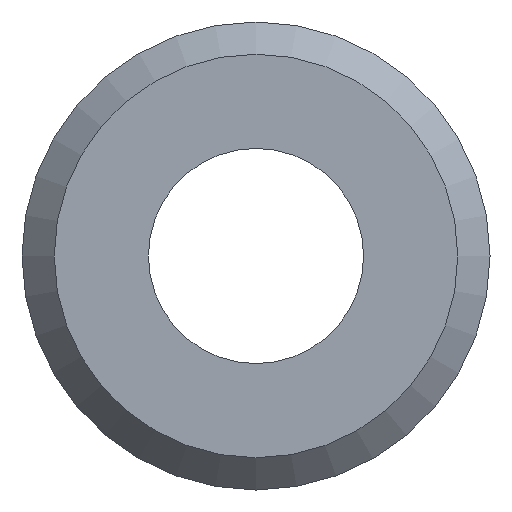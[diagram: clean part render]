
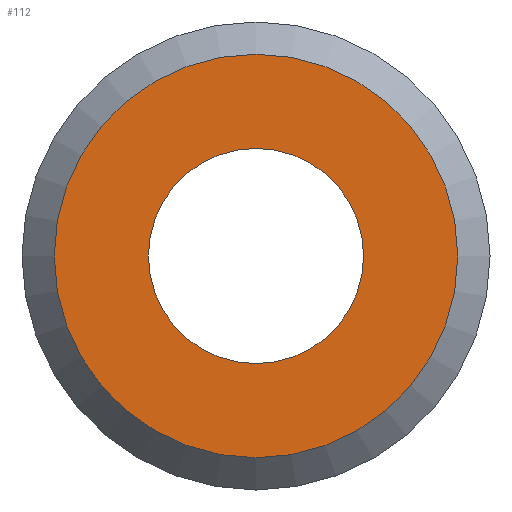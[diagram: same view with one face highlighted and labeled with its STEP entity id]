
A CAD part, front view. The second image highlights one B-rep face of the part: STEP entity #112.
In plain terms, the highlighted planar face has unit normal (0, -1, 0).
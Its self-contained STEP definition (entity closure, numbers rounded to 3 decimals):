
#15=FACE_BOUND('',#35,.T.);
#18=PLANE('',#137);
#26=FACE_OUTER_BOUND('',#34,.T.);
#34=EDGE_LOOP('',(#90));
#35=EDGE_LOOP('',(#91));
#53=CIRCLE('',#133,1.875);
#56=CIRCLE('',#138,1.);
#61=VERTEX_POINT('',#189);
#64=VERTEX_POINT('',#199);
#69=EDGE_CURVE('',#61,#61,#53,.T.);
#74=EDGE_CURVE('',#64,#64,#56,.T.);
#90=ORIENTED_EDGE('',*,*,#69,.F.);
#91=ORIENTED_EDGE('',*,*,#74,.T.);
#112=ADVANCED_FACE('',(#26,#15),#18,.F.);
#133=AXIS2_PLACEMENT_3D('',#190,#152,#153);
#137=AXIS2_PLACEMENT_3D('',#198,#162,#163);
#138=AXIS2_PLACEMENT_3D('',#200,#164,#165);
#152=DIRECTION('center_axis',(0.,1.,0.));
#153=DIRECTION('ref_axis',(1.,0.,0.));
#162=DIRECTION('center_axis',(0.,1.,0.));
#163=DIRECTION('ref_axis',(1.,0.,0.));
#164=DIRECTION('center_axis',(0.,1.,0.));
#165=DIRECTION('ref_axis',(1.,0.,0.));
#189=CARTESIAN_POINT('',(-1.875,-2.,0.));
#190=CARTESIAN_POINT('Origin',(0.,-2.,0.));
#198=CARTESIAN_POINT('Origin',(0.,-2.,0.));
#199=CARTESIAN_POINT('',(-1.,-2.,0.));
#200=CARTESIAN_POINT('Origin',(0.,-2.,0.));
